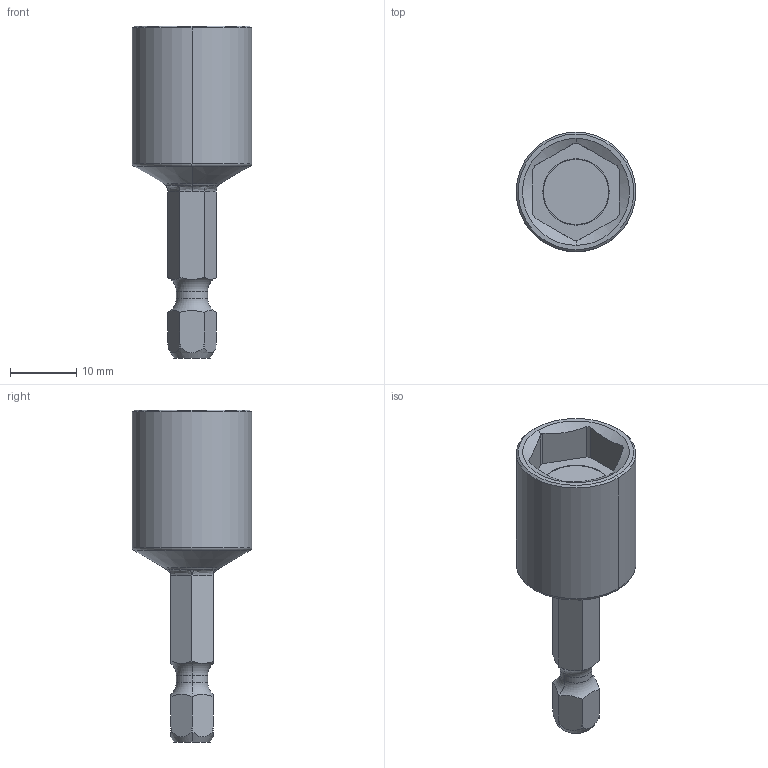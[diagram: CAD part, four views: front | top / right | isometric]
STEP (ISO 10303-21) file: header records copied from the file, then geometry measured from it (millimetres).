
FILE_DESCRIPTION((''),'2;1');
FILE_NAME('4027100513','2024-01-02T10:59:38',('a00565553'),(''),'CREO PARAMETRIC BY PTC INC, 2022414','CREO PARAMETRIC BY PTC INC, 2022414','');
FILE_SCHEMA(('CONFIG_CONTROL_DESIGN','GEOMETRIC_VALIDATION_PROPERTIES_MIM'));
Length unit declared in the file: millimetre
Products named in the file (1): 4027100513
Bounding box: 18 x 18 x 50 mm (x, y, z)
Volume: 5666.3 mm3; surface area: 2955.8 mm2
Topology: 2 solids, 2 shells, 69 faces, 164 edges, 101 vertices
Faces by surface type: plane 24, torus 14, cylinder 14, bspline 9, cone 8
Entity records: 3033 total; most frequent: CARTESIAN_POINT 1402, ORIENTED_EDGE 328, DIRECTION 304, EDGE_CURVE 164, AXIS2_PLACEMENT_3D 129, VERTEX_POINT 101, EDGE_LOOP 71, FACE_OUTER_BOUND 69
